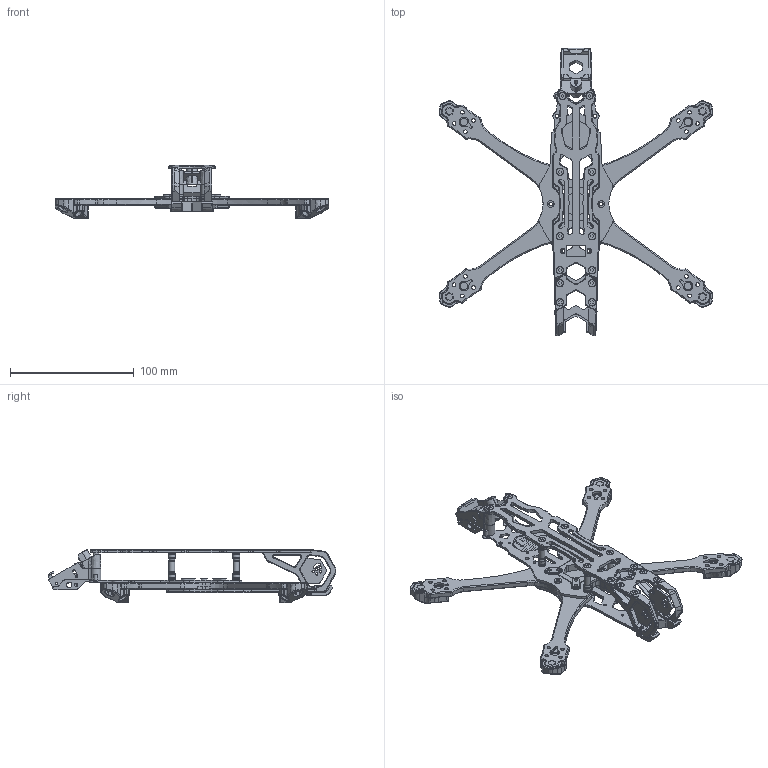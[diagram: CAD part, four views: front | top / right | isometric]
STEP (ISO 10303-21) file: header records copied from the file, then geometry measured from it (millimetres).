
FILE_DESCRIPTION(('FreeCAD Model'),'2;1');
FILE_NAME('Open CASCADE Shape Model','2025-04-27T13:59:38',('FreeCAD'),( 'FreeCAD'),'Open CASCADE STEP processor 7.6','FreeCAD','Unknown');
FILE_SCHEMA(('AUTOMOTIVE_DESIGN { 1 0 10303 214 1 1 1 1 }'));
Products named in the file (1): Open CASCADE STEP translator 7.6 1
Bounding box: 221.39 x 232.72 x 43.51 mm (x, y, z)
Volume: 97740 mm3; surface area: 95889.9 mm2
Topology: 52 solids, 52 shells, 3248 faces, 8501 edges, 5460 vertices
Faces by surface type: bspline 3248
Entity records: 103791 total; most frequent: CARTESIAN_POINT 55356, ORIENTED_EDGE 16986, EDGE_CURVE 8493, VERTEX_POINT 5460, B_SPLINE_CURVE_WITH_KNOTS 5141, FACE_BOUND 3695, EDGE_LOOP 3695, ADVANCED_FACE 3248
